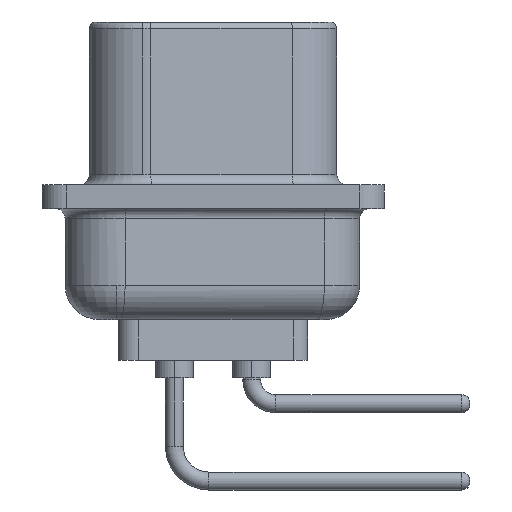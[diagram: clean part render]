
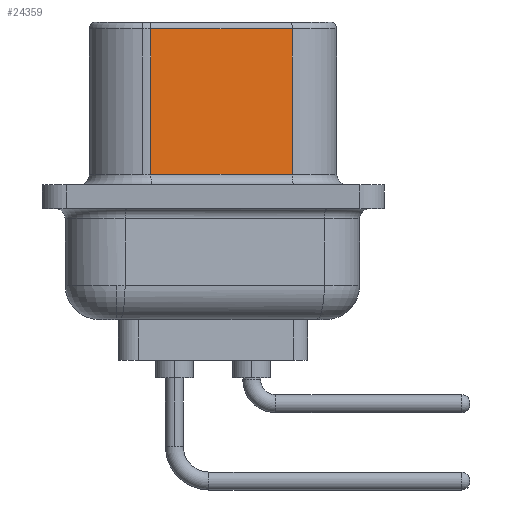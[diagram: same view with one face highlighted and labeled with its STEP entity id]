
A CAD part, left-side view. The second image highlights one B-rep face of the part: STEP entity #24359.
In plain terms, the highlighted planar face has unit normal (-0.987, -0.159, 0).
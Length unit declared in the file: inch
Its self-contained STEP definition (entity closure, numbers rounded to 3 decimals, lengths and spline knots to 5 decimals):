
#3992 = CARTESIAN_POINT ( 'NONE',  ( 0.25819, 0.33826, 0.226 ) ) ;
#4084 = DIRECTION ( 'NONE',  ( 0., 0., -1. ) ) ;
#4085 = VECTOR ( 'NONE', #4084, 39.37008 ) ;
#4086 = CARTESIAN_POINT ( 'NONE',  ( 0.25819, 0.33826, 0.236 ) ) ;
#4087 = LINE ( 'NONE', #4086, #4085 ) ;
#4088 = CARTESIAN_POINT ( 'NONE',  ( 0.25819, 0.33826, 0.015 ) ) ;
#6809 = CARTESIAN_POINT ( 'NONE',  ( 0.29119, 0.13326, 0.015 ) ) ;
#6810 = CARTESIAN_POINT ( 'NONE',  ( 0.29119, 0.13326, 0.226 ) ) ;
#6811 = DIRECTION ( 'NONE',  ( 0., 0., -1. ) ) ;
#6812 = VECTOR ( 'NONE', #6811, 39.37008 ) ;
#6813 = CARTESIAN_POINT ( 'NONE',  ( 0.29119, 0.13326, 0.236 ) ) ;
#6818 = LINE ( 'NONE', #6813, #6812 ) ;
#7740 = DIRECTION ( 'NONE',  ( -0.159, 0.987, 0. ) ) ;
#7741 = VECTOR ( 'NONE', #7740, 39.37008 ) ;
#7742 = CARTESIAN_POINT ( 'NONE',  ( 0.29119, 0.13326, 0.226 ) ) ;
#7743 = LINE ( 'NONE', #7742, #7741 ) ;
#7873 = DIRECTION ( 'NONE',  ( 0.159, -0.987, 0. ) ) ;
#7874 = VECTOR ( 'NONE', #7873, 39.37008 ) ;
#7875 = CARTESIAN_POINT ( 'NONE',  ( 0.29119, 0.13326, 0.015 ) ) ;
#7876 = LINE ( 'NONE', #7875, #7874 ) ;
#7877 = DIRECTION ( 'NONE',  ( -0.159, 0.987, 0. ) ) ;
#7878 = DIRECTION ( 'NONE',  ( 0.987, 0.159, 0. ) ) ;
#7879 = CARTESIAN_POINT ( 'NONE',  ( 0.29119, 0.13326, 0.236 ) ) ;
#7880 = AXIS2_PLACEMENT_3D ( 'NONE', #7879, #7878, #7877 ) ;
#7881 = PLANE ( 'NONE',  #7880 ) ;
#7882 = FACE_OUTER_BOUND ( 'NONE', #24361, .T. ) ;
#21572 = VERTEX_POINT ( 'NONE', #3992 ) ;
#21634 = VERTEX_POINT ( 'NONE', #4088 ) ;
#21637 = EDGE_CURVE ( 'NONE', #21572, #21634, #4087, .T. ) ;
#23502 = EDGE_CURVE ( 'NONE', #23503, #23504, #6818, .T. ) ;
#23503 = VERTEX_POINT ( 'NONE', #6810 ) ;
#23504 = VERTEX_POINT ( 'NONE', #6809 ) ;
#24233 = ORIENTED_EDGE ( 'NONE', *, *, #24235, .T. ) ;
#24235 = EDGE_CURVE ( 'NONE', #23503, #21572, #7743, .T. ) ;
#24359 = ADVANCED_FACE ( 'NONE', ( #7882 ), #7881, .F. ) ;
#24361 = EDGE_LOOP ( 'NONE', ( #24363, #24364, #24366, #24233 ) ) ;
#24363 = ORIENTED_EDGE ( 'NONE', *, *, #21637, .T. ) ;
#24364 = ORIENTED_EDGE ( 'NONE', *, *, #24365, .T. ) ;
#24365 = EDGE_CURVE ( 'NONE', #21634, #23504, #7876, .T. ) ;
#24366 = ORIENTED_EDGE ( 'NONE', *, *, #23502, .F. ) ;
